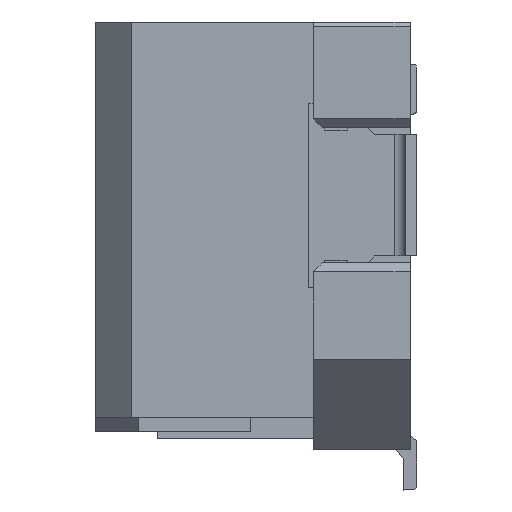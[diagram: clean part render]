
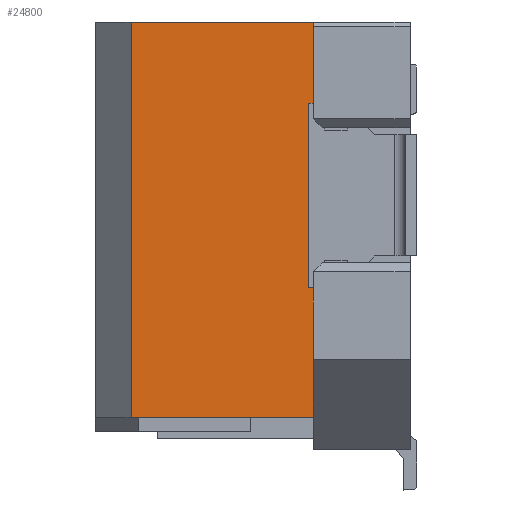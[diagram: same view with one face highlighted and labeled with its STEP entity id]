
A CAD part, left-side view. The second image highlights one B-rep face of the part: STEP entity #24800.
In plain terms, the highlighted planar face has unit normal (-1, 0, 0).
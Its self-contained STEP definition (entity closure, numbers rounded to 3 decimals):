
#23340=CARTESIAN_POINT('',(45.66,-91.45,
7.));
#23350=VERTEX_POINT('',#23340);
#23380=CARTESIAN_POINT('',(45.66,-89.97,
7.));
#23390=DIRECTION('',(0.,-1.,0.));
#23400=VECTOR('',#23390,1.);
#23410=LINE('',#23380,#23400);
#23420=CARTESIAN_POINT('',(45.66,-87.4,
7.));
#23430=VERTEX_POINT('',#23420);
#23440=EDGE_CURVE('',#23430,#23350,#23410,.T.);
#23960=CARTESIAN_POINT('',(45.66,-91.45,
5.35));
#23970=VERTEX_POINT('',#23960);
#24300=CARTESIAN_POINT('',(45.66,-91.45,
0.95));
#24310=VERTEX_POINT('',#24300);
#24340=CARTESIAN_POINT('',(45.66,-91.45,
-3.));
#24350=DIRECTION('',(0.,0.,-1.));
#24360=VECTOR('',#24350,1.);
#24370=LINE('',#24340,#24360);
#24380=EDGE_CURVE('',#23970,#24310,#24370,.T.);
#24430=CARTESIAN_POINT('',(45.66,-87.299,
7.22));
#24440=DIRECTION('',(-1.,0.,0.));
#24450=DIRECTION('',(0.,-1.,0.));
#24460=AXIS2_PLACEMENT_3D('',#24430,#24440,#24450);
#24470=PLANE('',#24460);
#24480=CARTESIAN_POINT('',(45.66,-91.45,
-3.));
#24490=DIRECTION('',(0.,-0.,1.));
#24500=VECTOR('',#24490,1.);
#24510=LINE('',#24480,#24500);
#24520=EDGE_CURVE('',#23970,#23350,#24510,.T.);
#24530=ORIENTED_EDGE('',*,*,#24520,.T.);
#24540=ORIENTED_EDGE('',*,*,#24380,.F.);
#24550=CARTESIAN_POINT('',(45.66,-91.45,
-3.));
#24560=DIRECTION('',(0.,-0.,1.));
#24570=VECTOR('',#24560,1.);
#24580=LINE('',#24550,#24570);
#24590=CARTESIAN_POINT('',(45.66,-91.45,
-1.8));
#24600=VERTEX_POINT('',#24590);
#24610=EDGE_CURVE('',#24600,#24310,#24580,.T.);
#24620=ORIENTED_EDGE('',*,*,#24610,.T.);
#24630=CARTESIAN_POINT('',(45.66,-89.97,
-1.8));
#24640=DIRECTION('',(0.,-1.,0.));
#24650=VECTOR('',#24640,1.);
#24660=LINE('',#24630,#24650);
#24670=CARTESIAN_POINT('',(45.66,-87.4,
-1.8));
#24680=VERTEX_POINT('',#24670);
#24690=EDGE_CURVE('',#24680,#24600,#24660,.T.);
#24700=ORIENTED_EDGE('',*,*,#24690,.T.);
#24710=CARTESIAN_POINT('',(45.66,-87.4,
-3.));
#24720=DIRECTION('',(0.,0.,-1.));
#24730=VECTOR('',#24720,1.);
#24740=LINE('',#24710,#24730);
#24750=EDGE_CURVE('',#23430,#24680,#24740,.T.);
#24760=ORIENTED_EDGE('',*,*,#24750,.T.);
#24770=ORIENTED_EDGE('',*,*,#23440,.F.);
#24780=EDGE_LOOP('',(#24770,#24760,#24700,#24620,#24540,#24530));
#24790=FACE_OUTER_BOUND('',#24780,.T.);
#24800=ADVANCED_FACE('',(#24790),#24470,.T.);
